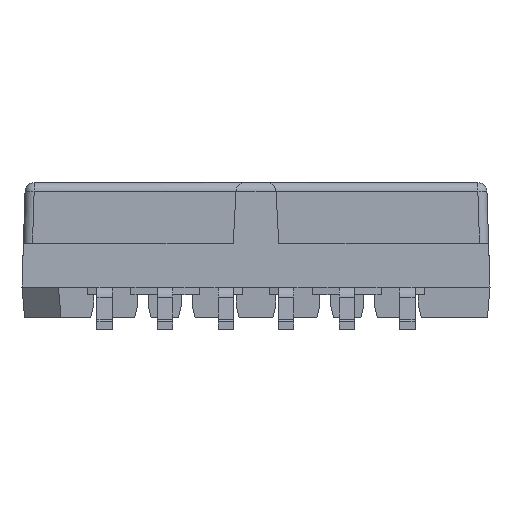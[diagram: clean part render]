
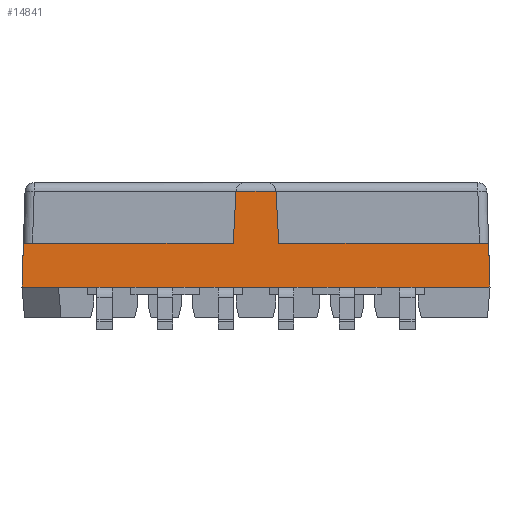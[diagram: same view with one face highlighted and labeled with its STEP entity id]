
A CAD part, left-side view. The second image highlights one B-rep face of the part: STEP entity #14841.
In plain terms, the highlighted face is planar.
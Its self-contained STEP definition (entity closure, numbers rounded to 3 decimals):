
#825=LINE('',#21699,#1944);
#863=LINE('',#21774,#1982);
#1046=LINE('',#22248,#2165);
#1047=LINE('',#22250,#2166);
#1048=LINE('',#22252,#2167);
#1049=LINE('',#22254,#2168);
#1050=LINE('',#22256,#2169);
#1051=LINE('',#22257,#2170);
#1052=LINE('',#22259,#2171);
#1053=LINE('',#22261,#2172);
#1054=LINE('',#22262,#2173);
#1055=LINE('',#22263,#2174);
#1056=LINE('',#22265,#2175);
#1057=LINE('',#22267,#2176);
#1058=LINE('',#22269,#2177);
#1059=LINE('',#22271,#2178);
#1060=LINE('',#22272,#2179);
#1061=LINE('',#22273,#2180);
#1062=LINE('',#22275,#2181);
#1063=LINE('',#22277,#2182);
#1944=VECTOR('',#16842,1000.);
#1982=VECTOR('',#16898,1000.);
#2165=VECTOR('',#17375,1000.);
#2166=VECTOR('',#17378,1000.);
#2167=VECTOR('',#17379,1000.);
#2168=VECTOR('',#17380,1000.);
#2169=VECTOR('',#17381,1000.);
#2170=VECTOR('',#17382,1000.);
#2171=VECTOR('',#17383,1000.);
#2172=VECTOR('',#17384,1000.);
#2173=VECTOR('',#17385,1000.);
#2174=VECTOR('',#17386,1000.);
#2175=VECTOR('',#17387,1000.);
#2176=VECTOR('',#17388,1000.);
#2177=VECTOR('',#17389,1000.);
#2178=VECTOR('',#17390,1000.);
#2179=VECTOR('',#17391,1000.);
#2180=VECTOR('',#17392,1000.);
#2181=VECTOR('',#17393,1000.);
#2182=VECTOR('',#17394,1000.);
#4380=ORIENTED_EDGE('',*,*,#6805,.T.);
#4381=ORIENTED_EDGE('',*,*,#6806,.F.);
#4382=ORIENTED_EDGE('',*,*,#6807,.T.);
#4383=ORIENTED_EDGE('',*,*,#6808,.F.);
#4384=ORIENTED_EDGE('',*,*,#6573,.F.);
#4385=ORIENTED_EDGE('',*,*,#6809,.T.);
#4386=ORIENTED_EDGE('',*,*,#6810,.T.);
#4387=ORIENTED_EDGE('',*,*,#6811,.T.);
#4388=ORIENTED_EDGE('',*,*,#6812,.T.);
#4389=ORIENTED_EDGE('',*,*,#6813,.T.);
#4390=ORIENTED_EDGE('',*,*,#6814,.T.);
#4391=ORIENTED_EDGE('',*,*,#6815,.T.);
#4392=ORIENTED_EDGE('',*,*,#6816,.T.);
#4393=ORIENTED_EDGE('',*,*,#6817,.T.);
#4394=ORIENTED_EDGE('',*,*,#6818,.T.);
#4395=ORIENTED_EDGE('',*,*,#6819,.T.);
#4396=ORIENTED_EDGE('',*,*,#6820,.T.);
#4397=ORIENTED_EDGE('',*,*,#6821,.T.);
#4398=ORIENTED_EDGE('',*,*,#6535,.T.);
#4399=ORIENTED_EDGE('',*,*,#6804,.F.);
#6535=EDGE_CURVE('',#7878,#7877,#825,.T.);
#6573=EDGE_CURVE('',#7905,#7900,#863,.T.);
#6804=EDGE_CURVE('',#8033,#7877,#1046,.T.);
#6805=EDGE_CURVE('',#8033,#8034,#1047,.T.);
#6806=EDGE_CURVE('',#8035,#8034,#1048,.T.);
#6807=EDGE_CURVE('',#8035,#8036,#1049,.T.);
#6808=EDGE_CURVE('',#7900,#8036,#1050,.T.);
#6809=EDGE_CURVE('',#7905,#8037,#1051,.T.);
#6810=EDGE_CURVE('',#8037,#8038,#1052,.T.);
#6811=EDGE_CURVE('',#8038,#7974,#1053,.T.);
#6812=EDGE_CURVE('',#7974,#7982,#1054,.T.);
#6813=EDGE_CURVE('',#7982,#8039,#1055,.T.);
#6814=EDGE_CURVE('',#8039,#8040,#1056,.T.);
#6815=EDGE_CURVE('',#8040,#8041,#1057,.T.);
#6816=EDGE_CURVE('',#8041,#8042,#1058,.T.);
#6817=EDGE_CURVE('',#8042,#7947,#1059,.T.);
#6818=EDGE_CURVE('',#7947,#7935,#1060,.T.);
#6819=EDGE_CURVE('',#7935,#8043,#1061,.T.);
#6820=EDGE_CURVE('',#8043,#8044,#1062,.T.);
#6821=EDGE_CURVE('',#8044,#7878,#1063,.T.);
#7877=VERTEX_POINT('',#21698);
#7878=VERTEX_POINT('',#21700);
#7900=VERTEX_POINT('',#21763);
#7905=VERTEX_POINT('',#21773);
#7935=VERTEX_POINT('',#21895);
#7947=VERTEX_POINT('',#21931);
#7974=VERTEX_POINT('',#22028);
#7982=VERTEX_POINT('',#22051);
#8033=VERTEX_POINT('',#22247);
#8034=VERTEX_POINT('',#22251);
#8035=VERTEX_POINT('',#22253);
#8036=VERTEX_POINT('',#22255);
#8037=VERTEX_POINT('',#22258);
#8038=VERTEX_POINT('',#22260);
#8039=VERTEX_POINT('',#22264);
#8040=VERTEX_POINT('',#22266);
#8041=VERTEX_POINT('',#22268);
#8042=VERTEX_POINT('',#22270);
#8043=VERTEX_POINT('',#22274);
#8044=VERTEX_POINT('',#22276);
#8969=EDGE_LOOP('',(#4380,#4381,#4382,#4383,#4384,#4385,#4386,#4387,#4388,
#4389,#4390,#4391,#4392,#4393,#4394,#4395,#4396,#4397,#4398,#4399));
#9598=FACE_BOUND('',#8969,.T.);
#10149=PLANE('',#15474);
#14841=ADVANCED_FACE('',(#9598),#10149,.F.);
#15474=AXIS2_PLACEMENT_3D('',#22249,#17376,#17377);
#16842=DIRECTION('',(-0.028,-0.032,0.999));
#16898=DIRECTION('',(-0.028,0.032,0.999));
#17375=DIRECTION('',(0.,1.,0.));
#17376=DIRECTION('',(-1.,0.,-0.028));
#17377=DIRECTION('',(-0.028,0.,1.));
#17378=DIRECTION('',(-0.028,-0.052,0.998));
#17379=DIRECTION('',(0.,1.,0.));
#17380=DIRECTION('',(0.028,-0.052,-0.998));
#17381=DIRECTION('',(0.,1.,0.));
#17382=DIRECTION('',(0.,1.,0.));
#17383=DIRECTION('',(0.,1.,0.));
#17384=DIRECTION('',(0.,1.,0.));
#17385=DIRECTION('',(0.,1.,0.));
#17386=DIRECTION('',(0.,1.,0.));
#17387=DIRECTION('',(0.,1.,0.));
#17388=DIRECTION('',(0.,1.,0.));
#17389=DIRECTION('',(0.,1.,0.));
#17390=DIRECTION('',(0.,1.,0.));
#17391=DIRECTION('',(0.,1.,0.));
#17392=DIRECTION('',(0.,1.,0.));
#17393=DIRECTION('',(0.,1.,0.));
#17394=DIRECTION('',(0.,1.,0.));
#21698=CARTESIAN_POINT('',(12.22,7.679,1.45));
#21699=CARTESIAN_POINT('',(12.246,7.709,0.492));
#21700=CARTESIAN_POINT('',(12.26,7.725,0.));
#21763=CARTESIAN_POINT('',(12.22,-7.679,1.45));
#21773=CARTESIAN_POINT('',(12.26,-7.725,0.));
#21774=CARTESIAN_POINT('',(12.26,-7.725,0.));
#21895=CARTESIAN_POINT('',(12.26,4.13,0.));
#21931=CARTESIAN_POINT('',(12.26,1.87,0.));
#22028=CARTESIAN_POINT('',(12.26,-4.13,0.));
#22051=CARTESIAN_POINT('',(12.26,-1.87,0.));
#22247=CARTESIAN_POINT('',(12.22,0.75,1.45));
#22248=CARTESIAN_POINT('',(12.22,-7.725,1.45));
#22249=CARTESIAN_POINT('',(12.26,-7.725,0.));
#22250=CARTESIAN_POINT('',(12.22,0.75,1.456));
#22251=CARTESIAN_POINT('',(12.173,0.66,3.158));
#22252=CARTESIAN_POINT('',(12.173,-7.725,3.158));
#22253=CARTESIAN_POINT('',(12.173,-0.66,3.158));
#22254=CARTESIAN_POINT('',(12.22,-0.75,1.456));
#22255=CARTESIAN_POINT('',(12.22,-0.75,1.45));
#22256=CARTESIAN_POINT('',(12.22,-7.725,1.45));
#22257=CARTESIAN_POINT('',(12.26,-7.725,0.));
#22258=CARTESIAN_POINT('',(12.26,-5.55,0.));
#22259=CARTESIAN_POINT('',(12.26,-7.725,0.));
#22260=CARTESIAN_POINT('',(12.26,-4.75,0.));
#22261=CARTESIAN_POINT('',(12.26,-7.725,0.));
#22262=CARTESIAN_POINT('',(12.26,-7.725,0.));
#22263=CARTESIAN_POINT('',(12.26,-7.725,0.));
#22264=CARTESIAN_POINT('',(12.26,-1.25,0.));
#22265=CARTESIAN_POINT('',(12.26,-7.725,0.));
#22266=CARTESIAN_POINT('',(12.26,-0.45,0.));
#22267=CARTESIAN_POINT('',(12.26,-7.725,0.));
#22268=CARTESIAN_POINT('',(12.26,0.45,0.));
#22269=CARTESIAN_POINT('',(12.26,-7.725,0.));
#22270=CARTESIAN_POINT('',(12.26,1.25,0.));
#22271=CARTESIAN_POINT('',(12.26,-7.725,0.));
#22272=CARTESIAN_POINT('',(12.26,-7.725,0.));
#22273=CARTESIAN_POINT('',(12.26,-7.725,0.));
#22274=CARTESIAN_POINT('',(12.26,4.75,0.));
#22275=CARTESIAN_POINT('',(12.26,-7.725,0.));
#22276=CARTESIAN_POINT('',(12.26,5.55,0.));
#22277=CARTESIAN_POINT('',(12.26,-7.725,0.));
